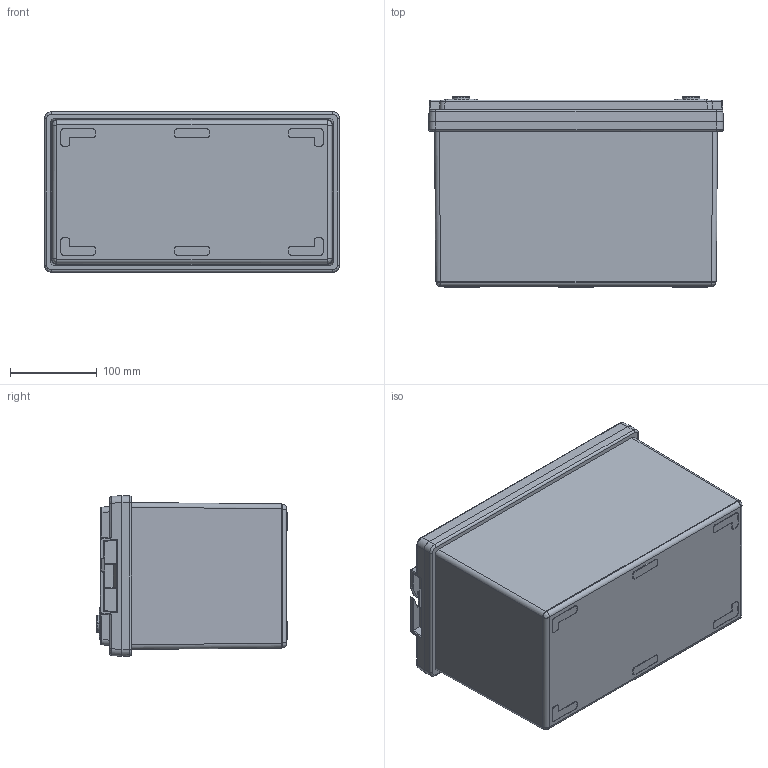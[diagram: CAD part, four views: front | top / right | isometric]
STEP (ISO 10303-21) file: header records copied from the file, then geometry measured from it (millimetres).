
FILE_DESCRIPTION (( 'STEP AP214' ), '1' );
FILE_NAME ('12-100XTREME1 3D Model.STEP', '2023-07-28T15:25:47', ( '' ), ( '' ), 'SwSTEP 2.0', 'SolidWorks 2023', '' );
FILE_SCHEMA (( 'AUTOMOTIVE_DESIGN' ));
Length unit declared in the file: millimetre
Products named in the file (6): 12-100XTREME1_Body; 12-100XTREME1 3D Model; 12-100XTREME1_Lid; 12-100XTREME1_PosColour; 12-100XTREME1_PosPost; 12-100XTREME1_NegColour
Assembly tree (6 placements, depth 2):
  12-100XTREME1 3D Model
    12-100XTREME1_Body
    12-100XTREME1_Lid
    12-100XTREME1_PosColour
    12-100XTREME1_PosPost  x2
    12-100XTREME1_NegColour
Bounding box: 339.65 x 219.3 x 184.85 mm (x, y, z)
Volume: 1114057.4 mm3; surface area: 711775.8 mm2
Topology: 6 solids, 6 shells, 1286 faces, 3444 edges, 2212 vertices
Faces by surface type: cylinder 494, plane 492, bspline 174, cone 102, sphere 16, torus 8
Entity records: 66706 total; most frequent: CARTESIAN_POINT 25793, ORIENTED_EDGE 6430, DIRECTION 4781, EDGE_CURVE 3215, VERTEX_POINT 2064, AXIS2_PLACEMENT_3D 1739, LINE 1303, VECTOR 1303
